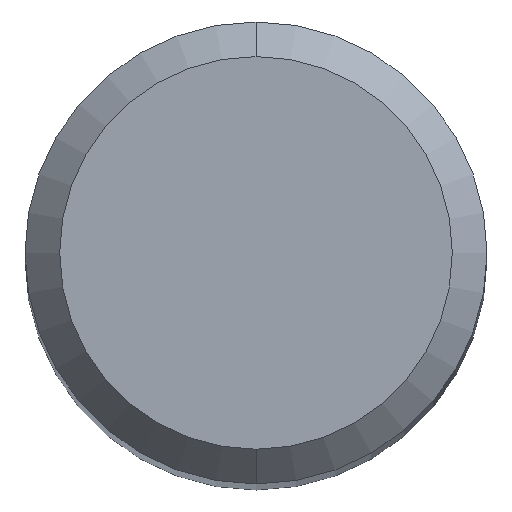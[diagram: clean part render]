
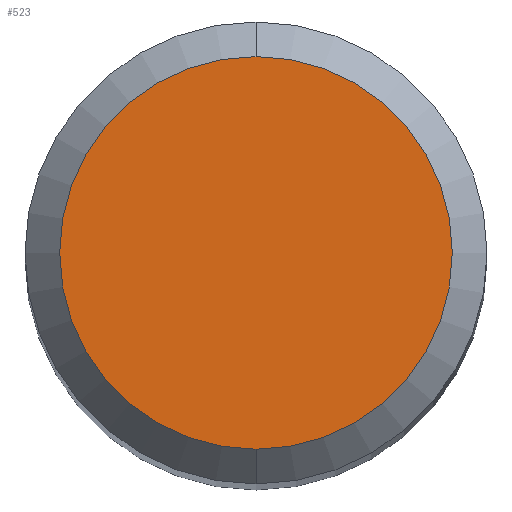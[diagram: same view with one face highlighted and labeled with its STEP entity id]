
A CAD part, top view. The second image highlights one B-rep face of the part: STEP entity #523.
In plain terms, the highlighted planar face has unit normal (0, 0, 1).
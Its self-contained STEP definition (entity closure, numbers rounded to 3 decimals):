
#485=EDGE_CURVE('',#631,#699,#1340,.T.);
#523=ADVANCED_FACE('',(#1383),#1384,.T.);
#631=VERTEX_POINT('',#1499);
#699=VERTEX_POINT('',#1574);
#1031=EDGE_CURVE('',#699,#631,#1933,.T.);
#1340=CIRCLE('',#2285,1.7);
#1383=FACE_OUTER_BOUND('',#2464,.T.);
#1384=PLANE('',#2465);
#1499=CARTESIAN_POINT('',(0.,-1.7,0.0));
#1574=CARTESIAN_POINT('',(0.0,1.7,0.0));
#1933=CIRCLE('',#4942,1.7);
#2285=AXIS2_PLACEMENT_3D('',#6290,#6291,#6292);
#2464=EDGE_LOOP('',(#6354,#6355));
#2465=AXIS2_PLACEMENT_3D('',#6356,#6357,#6358);
#4942=AXIS2_PLACEMENT_3D('',#6901,#6902,#6903);
#6290=CARTESIAN_POINT('',(0.0,0.0,0.0));
#6291=DIRECTION('',(0.0,0.0,-1.0));
#6292=DIRECTION('',(0.0,1.0,0.0));
#6354=ORIENTED_EDGE('',*,*,#1031,.F.);
#6355=ORIENTED_EDGE('',*,*,#485,.F.);
#6356=CARTESIAN_POINT('',(0.0,0.85,0.0));
#6357=DIRECTION('',(-0.0,0.0,1.0));
#6358=DIRECTION('',(0.0,-1.0,0.0));
#6901=CARTESIAN_POINT('',(0.0,0.0,0.0));
#6902=DIRECTION('',(0.0,0.0,-1.0));
#6903=DIRECTION('',(0.0,1.0,0.0));
